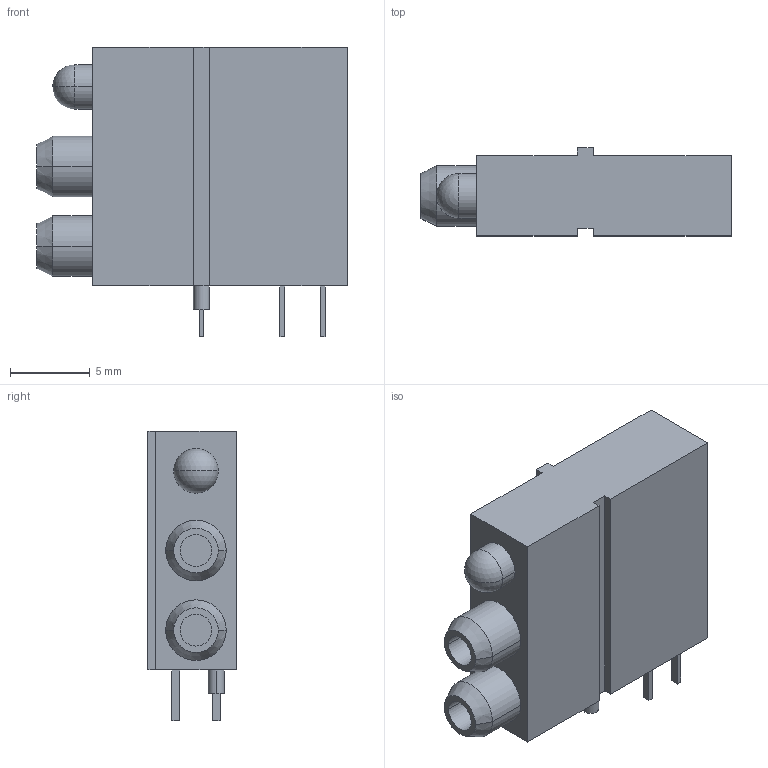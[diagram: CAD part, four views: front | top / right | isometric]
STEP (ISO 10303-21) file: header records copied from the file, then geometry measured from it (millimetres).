
FILE_DESCRIPTION((''),'2;1');
FILE_NAME('MENTOR_1880.7011.stp','2010-04-12T14:19:25',(''),(''),'Mechanical Desktop 2010','Mechanical Desktop 2010',', , ');
FILE_SCHEMA(('AUTOMOTIVE_DESIGN { 1 2 10303 214 1 1 1 1 }'));
Length unit declared in the file: millimetre
Products named in the file (1): Product
Bounding box: 19.5 x 5.55 x 18.2 mm (x, y, z)
Volume: 1279.6 mm3; surface area: 994.1 mm2
Topology: 6 solids, 6 shells, 62 faces, 134 edges, 87 vertices
Faces by surface type: plane 44, cylinder 12, cone 4, sphere 2
Entity records: 1718 total; most frequent: DIRECTION 290, CARTESIAN_POINT 282, ORIENTED_EDGE 264, EDGE_CURVE 132, VECTOR 100, LINE 100, AXIS2_PLACEMENT_3D 95, VERTEX_POINT 87
